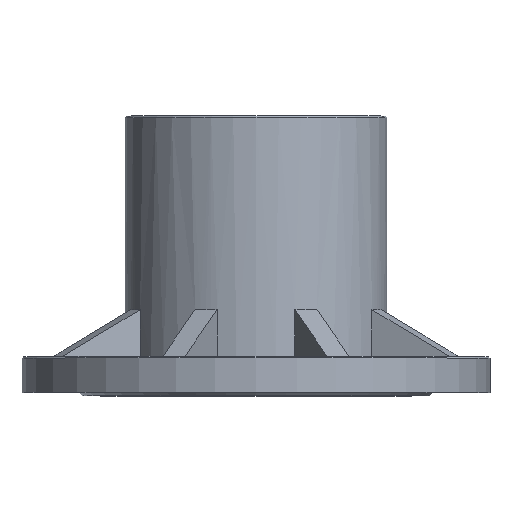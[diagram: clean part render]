
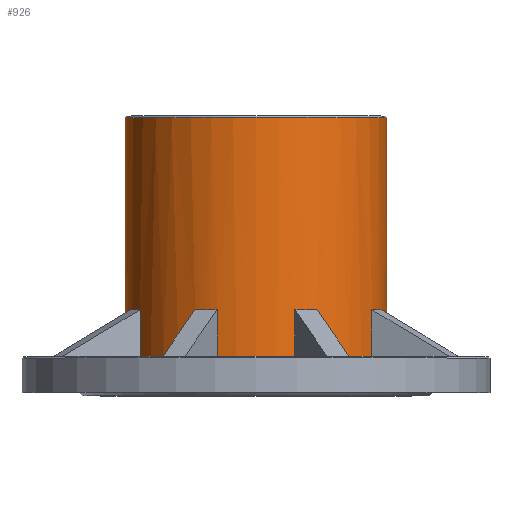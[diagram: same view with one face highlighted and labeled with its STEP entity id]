
A CAD part, top view. The second image highlights one B-rep face of the part: STEP entity #926.
In plain terms, the highlighted cylindrical face has radius 80 mm (diameter 160 mm), a partial arc.
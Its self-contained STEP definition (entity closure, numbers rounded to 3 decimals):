
#356 = EDGE_CURVE( '', #498, #996, #1032, .T. );
#404 = VERTEX_POINT( '', #1083 );
#422 = EDGE_CURVE( '', #610, #722, #1101, .T. );
#426 = EDGE_CURVE( '', #700, #666, #1105, .T. );
#428 = EDGE_CURVE( '', #666, #934, #1107, .T. );
#436 = VERTEX_POINT( '', #1116 );
#444 = VERTEX_POINT( '', #1125 );
#492 = EDGE_CURVE( '', #756, #436, #1178, .T. );
#498 = VERTEX_POINT( '', #1184 );
#528 = VERTEX_POINT( '', #1218 );
#530 = EDGE_CURVE( '', #998, #444, #1220, .T. );
#600 = EDGE_CURVE( '', #404, #750, #1294, .T. );
#610 = VERTEX_POINT( '', #1304 );
#616 = VERTEX_POINT( '', #1310 );
#626 = VERTEX_POINT( '', #1321 );
#638 = EDGE_CURVE( '', #626, #436, #1333, .T. );
#642 = EDGE_CURVE( '', #756, #616, #1337, .T. );
#646 = VERTEX_POINT( '', #1341 );
#662 = EDGE_CURVE( '', #444, #498, #1358, .T. );
#666 = VERTEX_POINT( '', #1362 );
#692 = VERTEX_POINT( '', #1393 );
#700 = VERTEX_POINT( '', #1402 );
#718 = EDGE_CURVE( '', #610, #996, #1420, .T. );
#722 = VERTEX_POINT( '', #1424 );
#750 = VERTEX_POINT( '', #1454 );
#756 = VERTEX_POINT( '', #1460 );
#782 = EDGE_CURVE( '', #626, #858, #1493, .T. );
#784 = EDGE_CURVE( '', #934, #794, #1495, .T. );
#786 = EDGE_CURVE( '', #646, #616, #1497, .T. );
#794 = VERTEX_POINT( '', #1515 );
#804 = EDGE_CURVE( '', #998, #858, #1526, .T. );
#852 = EDGE_CURVE( '', #404, #794, #1579, .T. );
#858 = VERTEX_POINT( '', #1585 );
#868 = EDGE_CURVE( '', #750, #646, #1597, .T. );
#904 = EDGE_CURVE( '', #700, #528, #1640, .T. );
#926 = ADVANCED_FACE( '', ( #1663 ), #1664, .T. );
#932 = EDGE_CURVE( '', #692, #528, #1671, .T. );
#934 = VERTEX_POINT( '', #1673 );
#982 = EDGE_CURVE( '', #722, #692, #1725, .T. );
#996 = VERTEX_POINT( '', #1751 );
#998 = VERTEX_POINT( '', #1753 );
#1032 = LINE( '', #1781, #1782 );
#1083 = CARTESIAN_POINT( '', ( 70.808, 24., 37.231 ) );
#1101 = LINE( '', #1882, #1883 );
#1105 = LINE( '', #1890, #1891 );
#1107 = ELLIPSE( '', #1894, 91.6, 80. );
#1116 = CARTESIAN_POINT( '', ( 80., 170., 0. ) );
#1125 = CARTESIAN_POINT( '', ( -76.396, 52.628, 23.743 ) );
#1178 = LINE( '', #1986, #1987 );
#1184 = CARTESIAN_POINT( '', ( -70.808, 52.628, 37.231 ) );
#1218 = CARTESIAN_POINT( '', ( -23.743, 24., 76.396 ) );
#1220 = LINE( '', #2043, #2044 );
#1294 = LINE( '', #2146, #2147 );
#1304 = CARTESIAN_POINT( '', ( -37.231, 24., 70.808 ) );
#1310 = CARTESIAN_POINT( '', ( 76.396, 24., 23.743 ) );
#1321 = CARTESIAN_POINT( '', ( -80., 170., 0. ) );
#1333 = CIRCLE( '', #2199, 80. );
#1337 = CIRCLE( '', #2204, 80. );
#1341 = CARTESIAN_POINT( '', ( 76.396, 52.628, 23.743 ) );
#1358 = ELLIPSE( '', #2232, 91.6, 80. );
#1362 = CARTESIAN_POINT( '', ( 23.743, 52.628, 76.396 ) );
#1393 = CARTESIAN_POINT( '', ( -23.743, 52.628, 76.396 ) );
#1402 = CARTESIAN_POINT( '', ( 23.743, 24., 76.396 ) );
#1420 = CIRCLE( '', #2312, 80. );
#1424 = CARTESIAN_POINT( '', ( -37.231, 52.628, 70.808 ) );
#1454 = CARTESIAN_POINT( '', ( 70.808, 52.628, 37.231 ) );
#1460 = CARTESIAN_POINT( '', ( 80., 24., 0. ) );
#1493 = LINE( '', #2413, #2414 );
#1495 = LINE( '', #2417, #2418 );
#1497 = LINE( '', #2421, #2422 );
#1515 = CARTESIAN_POINT( '', ( 37.231, 24., 70.808 ) );
#1526 = CIRCLE( '', #2456, 80. );
#1579 = CIRCLE( '', #2522, 80. );
#1585 = CARTESIAN_POINT( '', ( -80., 24., 0. ) );
#1597 = ELLIPSE( '', #2547, 91.6, 80. );
#1640 = CIRCLE( '', #2602, 80. );
#1663 = FACE_OUTER_BOUND( '', #2634, .T. );
#1664 = CYLINDRICAL_SURFACE( '', #2635, 80. );
#1671 = LINE( '', #2643, #2644 );
#1673 = CARTESIAN_POINT( '', ( 37.231, 52.628, 70.808 ) );
#1725 = ELLIPSE( '', #2714, 91.6, 80. );
#1751 = CARTESIAN_POINT( '', ( -70.808, 24., 37.231 ) );
#1753 = CARTESIAN_POINT( '', ( -76.396, 24., 23.743 ) );
#1781 = CARTESIAN_POINT( '', ( -70.808, 38.5, 37.231 ) );
#1782 = VECTOR( '', #2769, 1. );
#1882 = CARTESIAN_POINT( '', ( -37.231, 38.5, 70.808 ) );
#1883 = VECTOR( '', #2818, 1. );
#1890 = CARTESIAN_POINT( '', ( 23.743, 38.5, 76.396 ) );
#1891 = VECTOR( '', #2820, 1. );
#1894 = AXIS2_PLACEMENT_3D( '', #2821, #2822, #2823 );
#1986 = CARTESIAN_POINT( '', ( 80., 97., 0. ) );
#1987 = VECTOR( '', #2909, 1. );
#2043 = CARTESIAN_POINT( '', ( -76.396, 38.5, 23.743 ) );
#2044 = VECTOR( '', #2956, 1. );
#2146 = CARTESIAN_POINT( '', ( 70.808, 38.5, 37.231 ) );
#2147 = VECTOR( '', #3029, 1. );
#2199 = AXIS2_PLACEMENT_3D( '', #3048, #3049, #3050 );
#2204 = AXIS2_PLACEMENT_3D( '', #3051, #3052, #3053 );
#2232 = AXIS2_PLACEMENT_3D( '', #3070, #3071, #3072 );
#2312 = AXIS2_PLACEMENT_3D( '', #3141, #3142, #3143 );
#2413 = CARTESIAN_POINT( '', ( -80., 97., 0. ) );
#2414 = VECTOR( '', #3225, 1. );
#2417 = CARTESIAN_POINT( '', ( 37.231, 38.5, 70.808 ) );
#2418 = VECTOR( '', #3226, 1. );
#2421 = CARTESIAN_POINT( '', ( 76.396, 38.5, 23.743 ) );
#2422 = VECTOR( '', #3227, 1. );
#2456 = AXIS2_PLACEMENT_3D( '', #3299, #3300, #3301 );
#2522 = AXIS2_PLACEMENT_3D( '', #3360, #3361, #3362 );
#2547 = AXIS2_PLACEMENT_3D( '', #3385, #3386, #3387 );
#2602 = AXIS2_PLACEMENT_3D( '', #3445, #3446, #3447 );
#2634 = EDGE_LOOP( '', ( #3469, #3470, #3471, #3472, #3473, #3474, #3475, #3476, #3477, #3478, #3479, #3480, #3481, #3482, #3483, #3484, #3485, #3486, #3487, #3488 ) );
#2635 = AXIS2_PLACEMENT_3D( '', #3489, #3490, #3491 );
#2643 = CARTESIAN_POINT( '', ( -23.743, 38.5, 76.396 ) );
#2644 = VECTOR( '', #3500, 1. );
#2714 = AXIS2_PLACEMENT_3D( '', #3573, #3574, #3575 );
#2769 = DIRECTION( '', ( 0., -1., 0. ) );
#2818 = DIRECTION( '', ( 0., 1., 0. ) );
#2820 = DIRECTION( '', ( 0., 1., 0. ) );
#2821 = CARTESIAN_POINT( '', ( 0., 97.058, 0. ) );
#2822 = DIRECTION( '', ( 0.186, 0.873, 0.45 ) );
#2823 = DIRECTION( '', ( 0.334, -0.487, 0.807 ) );
#2909 = DIRECTION( '', ( 0., 1., 0. ) );
#2956 = DIRECTION( '', ( 0., 1., 0. ) );
#3029 = DIRECTION( '', ( 0., 1., 0. ) );
#3048 = CARTESIAN_POINT( '', ( 0., 170., 0. ) );
#3049 = DIRECTION( '', ( 0., 1., 0. ) );
#3050 = DIRECTION( '', ( 1., 0., 0. ) );
#3051 = CARTESIAN_POINT( '', ( 0., 24., 0. ) );
#3052 = DIRECTION( '', ( 0., -1., 0. ) );
#3053 = DIRECTION( '', ( 1., 0., 0. ) );
#3070 = CARTESIAN_POINT( '', ( 0., 97.058, 0. ) );
#3071 = DIRECTION( '', ( -0.45, 0.873, 0.186 ) );
#3072 = DIRECTION( '', ( 0.807, 0.487, -0.334 ) );
#3141 = CARTESIAN_POINT( '', ( 0., 24., 0. ) );
#3142 = DIRECTION( '', ( 0., -1., 0. ) );
#3143 = DIRECTION( '', ( 1., 0., 0. ) );
#3225 = DIRECTION( '', ( 0., -1., 0. ) );
#3226 = DIRECTION( '', ( 0., -1., 0. ) );
#3227 = DIRECTION( '', ( 0., -1., 0. ) );
#3299 = CARTESIAN_POINT( '', ( 0., 24., 0. ) );
#3300 = DIRECTION( '', ( 0., -1., 0. ) );
#3301 = DIRECTION( '', ( 1., 0., 0. ) );
#3360 = CARTESIAN_POINT( '', ( 0., 24., 0. ) );
#3361 = DIRECTION( '', ( 0., -1., 0. ) );
#3362 = DIRECTION( '', ( 1., 0., 0. ) );
#3385 = CARTESIAN_POINT( '', ( 0., 97.058, 0. ) );
#3386 = DIRECTION( '', ( 0.45, 0.873, 0.186 ) );
#3387 = DIRECTION( '', ( 0.807, -0.487, 0.334 ) );
#3445 = CARTESIAN_POINT( '', ( 0., 24., 0. ) );
#3446 = DIRECTION( '', ( 0., -1., 0. ) );
#3447 = DIRECTION( '', ( 1., 0., 0. ) );
#3469 = ORIENTED_EDGE( '', *, *, #492, .T. );
#3470 = ORIENTED_EDGE( '', *, *, #638, .F. );
#3471 = ORIENTED_EDGE( '', *, *, #782, .T. );
#3472 = ORIENTED_EDGE( '', *, *, #804, .F. );
#3473 = ORIENTED_EDGE( '', *, *, #530, .T. );
#3474 = ORIENTED_EDGE( '', *, *, #662, .T. );
#3475 = ORIENTED_EDGE( '', *, *, #356, .T. );
#3476 = ORIENTED_EDGE( '', *, *, #718, .F. );
#3477 = ORIENTED_EDGE( '', *, *, #422, .T. );
#3478 = ORIENTED_EDGE( '', *, *, #982, .T. );
#3479 = ORIENTED_EDGE( '', *, *, #932, .T. );
#3480 = ORIENTED_EDGE( '', *, *, #904, .F. );
#3481 = ORIENTED_EDGE( '', *, *, #426, .T. );
#3482 = ORIENTED_EDGE( '', *, *, #428, .T. );
#3483 = ORIENTED_EDGE( '', *, *, #784, .T. );
#3484 = ORIENTED_EDGE( '', *, *, #852, .F. );
#3485 = ORIENTED_EDGE( '', *, *, #600, .T. );
#3486 = ORIENTED_EDGE( '', *, *, #868, .T. );
#3487 = ORIENTED_EDGE( '', *, *, #786, .T. );
#3488 = ORIENTED_EDGE( '', *, *, #642, .F. );
#3489 = CARTESIAN_POINT( '', ( 0., 97., 0. ) );
#3490 = DIRECTION( '', ( 0., -1., 0. ) );
#3491 = DIRECTION( '', ( 1., 0., 0. ) );
#3500 = DIRECTION( '', ( 0., -1., 0. ) );
#3573 = CARTESIAN_POINT( '', ( 0., 97.058, 0. ) );
#3574 = DIRECTION( '', ( -0.186, 0.873, 0.45 ) );
#3575 = DIRECTION( '', ( 0.334, 0.487, -0.807 ) );
